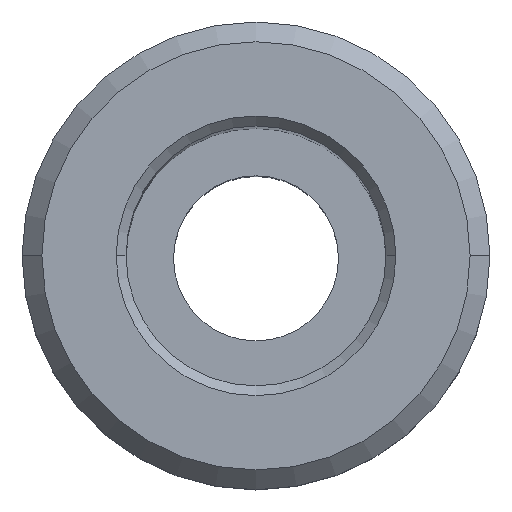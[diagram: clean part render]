
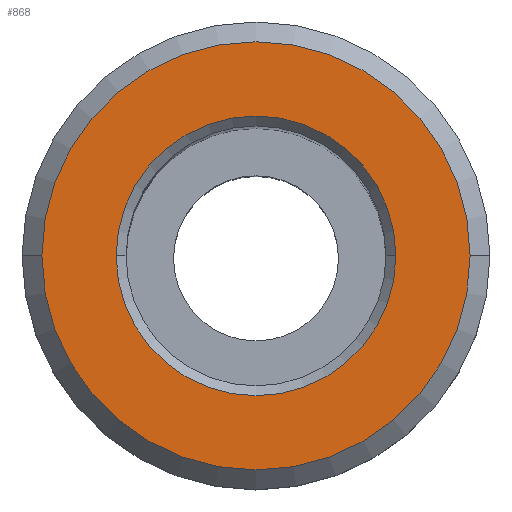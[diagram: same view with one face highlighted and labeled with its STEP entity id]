
A CAD part, top view. The second image highlights one B-rep face of the part: STEP entity #868.
In plain terms, the highlighted planar face has unit normal (0, 0, 1).
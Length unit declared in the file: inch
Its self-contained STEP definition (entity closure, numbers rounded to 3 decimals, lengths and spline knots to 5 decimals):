
#10 = PLANE ( 'NONE',  #465 ) ;
#20 = FACE_OUTER_BOUND ( 'NONE', #1068, .T. ) ;
#78 = CARTESIAN_POINT ( 'NONE',  ( 0., 0., 0. ) ) ;
#87 = DIRECTION ( 'NONE',  ( -1., 0., 0. ) ) ;
#116 = VERTEX_POINT ( 'NONE', #761 ) ;
#155 = DIRECTION ( 'NONE',  ( -1., 0., 0. ) ) ;
#158 = ORIENTED_EDGE ( 'NONE', *, *, #159, .T. ) ;
#159 = EDGE_CURVE ( 'NONE', #972, #877, #890, .T. ) ;
#173 = DIRECTION ( 'NONE',  ( 0., 0., -1. ) ) ;
#187 = CARTESIAN_POINT ( 'NONE',  ( 0.32433, 0., 0. ) ) ;
#197 = CIRCLE ( 'NONE', #545, 0.32433 ) ;
#222 = DIRECTION ( 'NONE',  ( -1., 0., 0. ) ) ;
#304 = DIRECTION ( 'NONE',  ( -1., 0., 0. ) ) ;
#307 = EDGE_CURVE ( 'NONE', #407, #116, #197, .T. ) ;
#319 = EDGE_CURVE ( 'NONE', #877, #972, #1009, .T. ) ;
#407 = VERTEX_POINT ( 'NONE', #187 ) ;
#411 = CIRCLE ( 'NONE', #580, 0.32433 ) ;
#465 = AXIS2_PLACEMENT_3D ( 'NONE', #918, #173, #87 ) ;
#508 = EDGE_CURVE ( 'NONE', #116, #407, #411, .T. ) ;
#545 = AXIS2_PLACEMENT_3D ( 'NONE', #78, #1052, #155 ) ;
#580 = AXIS2_PLACEMENT_3D ( 'NONE', #706, #795, #222 ) ;
#616 = EDGE_LOOP ( 'NONE', ( #908, #158 ) ) ;
#621 = DIRECTION ( 'NONE',  ( 0., 0., -1. ) ) ;
#664 = AXIS2_PLACEMENT_3D ( 'NONE', #718, #621, #304 ) ;
#674 = CARTESIAN_POINT ( 'NONE',  ( 0.21185, 0., 0. ) ) ;
#703 = AXIS2_PLACEMENT_3D ( 'NONE', #812, #981, #737 ) ;
#706 = CARTESIAN_POINT ( 'NONE',  ( 0., 0., 0. ) ) ;
#718 = CARTESIAN_POINT ( 'NONE',  ( 0., 0., 0. ) ) ;
#737 = DIRECTION ( 'NONE',  ( -1., 0., 0. ) ) ;
#753 = FACE_BOUND ( 'NONE', #616, .T. ) ;
#761 = CARTESIAN_POINT ( 'NONE',  ( -0.32433, 0., 0. ) ) ;
#795 = DIRECTION ( 'NONE',  ( 0., 0., 1. ) ) ;
#812 = CARTESIAN_POINT ( 'NONE',  ( 0., 0., 0. ) ) ;
#822 = ORIENTED_EDGE ( 'NONE', *, *, #307, .T. ) ;
#840 = CARTESIAN_POINT ( 'NONE',  ( -0.21185, 0., 0. ) ) ;
#868 = ADVANCED_FACE ( 'NONE', ( #20, #753 ), #10, .F. ) ;
#877 = VERTEX_POINT ( 'NONE', #674 ) ;
#890 = CIRCLE ( 'NONE', #664, 0.21185 ) ;
#908 = ORIENTED_EDGE ( 'NONE', *, *, #319, .T. ) ;
#917 = ORIENTED_EDGE ( 'NONE', *, *, #508, .T. ) ;
#918 = CARTESIAN_POINT ( 'NONE',  ( 0., 0.35433, 0. ) ) ;
#972 = VERTEX_POINT ( 'NONE', #840 ) ;
#981 = DIRECTION ( 'NONE',  ( 0., 0., -1. ) ) ;
#1009 = CIRCLE ( 'NONE', #703, 0.21185 ) ;
#1052 = DIRECTION ( 'NONE',  ( 0., 0., 1. ) ) ;
#1068 = EDGE_LOOP ( 'NONE', ( #917, #822 ) ) ;
